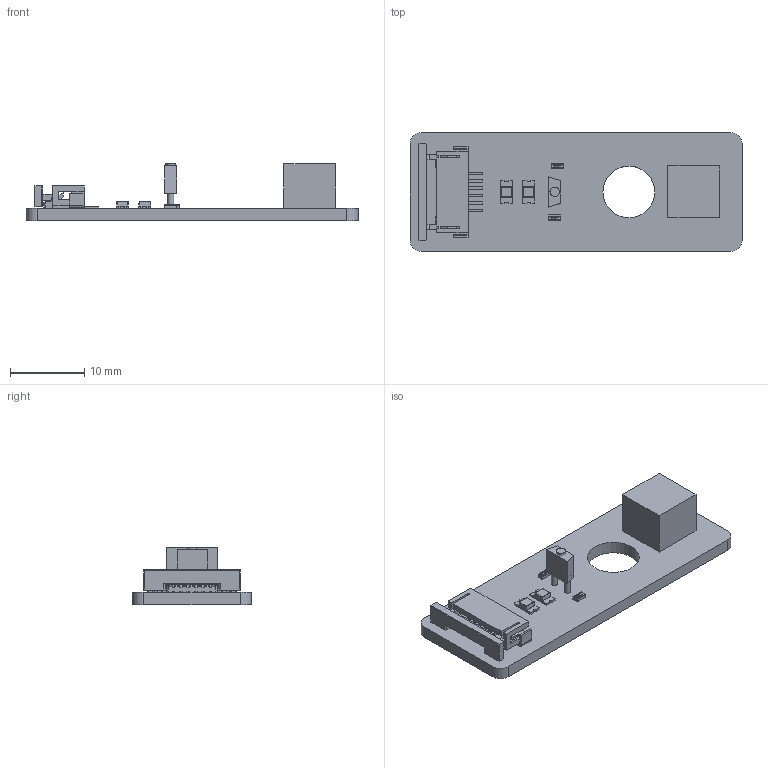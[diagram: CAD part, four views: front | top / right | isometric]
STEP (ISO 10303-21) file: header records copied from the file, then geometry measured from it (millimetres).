
FILE_DESCRIPTION(('Open CASCADE Model'),'2;1');
FILE_NAME('Open CASCADE Shape Model','2020-06-24T00:59:33',('Author'),( 'Open CASCADE'),'Open CASCADE STEP processor 6.8','Open CASCADE 6.8' ,'Unknown');
FILE_SCHEMA(('AUTOMOTIVE_DESIGN { 1 0 10303 214 1 1 1 1 }'));
Length unit declared in the file: millimetre
Products named in the file (1): PCB
Bounding box: 44.75 x 16 x 7.81 mm (x, y, z)
Volume: 1623 mm3; surface area: 2570 mm2
Topology: 13 solids, 103 shells, 545 faces, 2069 edges, 1596 vertices
Faces by surface type: plane 495, cylinder 42, sphere 8
Full cylindrical faces by diameter (mm): 0.8 x2, 0.813 x2, 0.84 x4, 1.27 x1, 7 x1
Entity records: 22929 total; most frequent: CARTESIAN_POINT 4971, ORIENTED_EDGE 3338, DIRECTION 3169, EDGE_CURVE 2061, LINE 1877, VECTOR 1877, VERTEX_POINT 1596, AXIS2_PLACEMENT_3D 646
